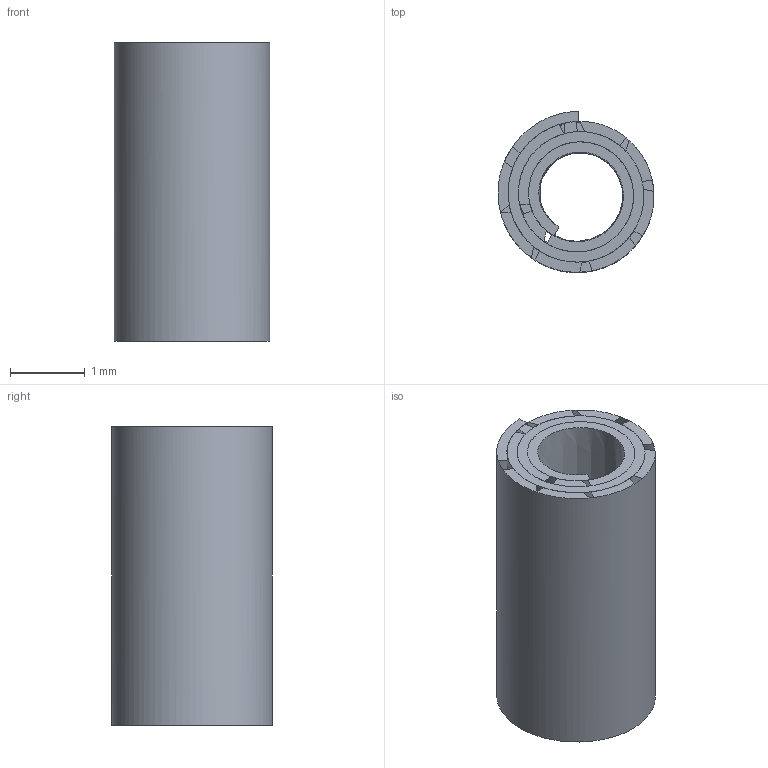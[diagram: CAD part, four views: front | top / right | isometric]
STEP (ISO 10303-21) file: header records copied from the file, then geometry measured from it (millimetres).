
FILE_DESCRIPTION (( 'STEP AP214' ), '1' );
FILE_NAME ('Spirale.STEP', '2016-05-09T07:47:36', ( '' ), ( '' ), 'SwSTEP 2.0', 'SolidWorks 2016', '' );
FILE_SCHEMA (( 'AUTOMOTIVE_DESIGN' ));
Length unit declared in the file: millimetre
Products named in the file (1): Spirale
Bounding box: 2.09 x 2.16 x 4 mm (x, y, z)
Volume: 9.5 mm3; surface area: 145.1 mm2
Topology: 1 solids, 1 shells, 6 faces, 12 edges, 8 vertices
Faces by surface type: plane 4, bspline 2
Entity records: 947 total; most frequent: CARTESIAN_POINT 804, ORIENTED_EDGE 24, DIRECTION 15, EDGE_CURVE 12, VERTEX_POINT 8, B_SPLINE_CURVE_WITH_KNOTS 7, EDGE_LOOP 6, ADVANCED_FACE 6
